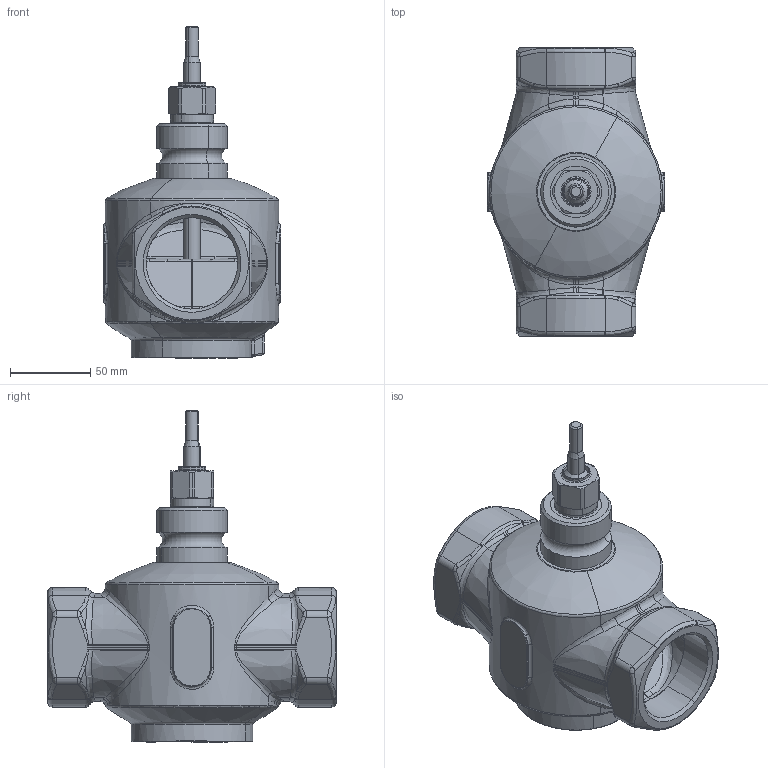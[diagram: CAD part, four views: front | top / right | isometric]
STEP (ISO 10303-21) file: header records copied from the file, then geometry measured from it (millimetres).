
FILE_DESCRIPTION(('CATIA V5 STEP Exchange'),'2;1');
FILE_NAME('VLA121 DN50.stp','2016-09-19T12:10:09+00:00',('none'),('none'),'CATIA Version 5-6 Release 2014 SP4 HF22','CATIA V5 STEP AP203','none');
FILE_SCHEMA(('CONFIG_CONTROL_DESIGN'));
Products named in the file (2): 6071s8; 954-1367s1
Assembly tree (11 placements, depth 3):
  6071s8
    #57
    954-1367s1
      #40119
      #42588  x2
      #42709  x2
      #43083
      #43252
    #43434
    #44082
Bounding box: 110.5 x 180 x 207 mm (x, y, z)
Volume: 518094.1 mm3; surface area: 158215.1 mm2
Topology: 10 solids, 10 shells, 836 faces, 1912 edges, 1092 vertices
Faces by surface type: bspline 303, cylinder 193, plane 116, torus 111, cone 98, sphere 9, revolution 6
Entity records: 45257 total; most frequent: CARTESIAN_POINT 30512, ORIENTED_EDGE 3722, EDGE_CURVE 1861, DIRECTION 1617, VERTEX_POINT 1072, B_SPLINE_CURVE_WITH_KNOTS 974, AXIS2_PLACEMENT_3D 926, EDGE_LOOP 845
